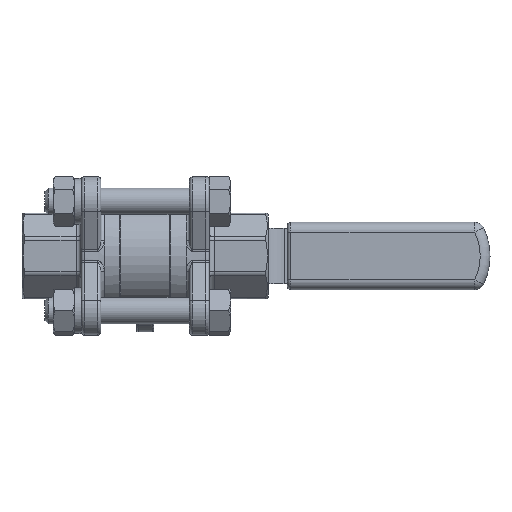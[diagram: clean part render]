
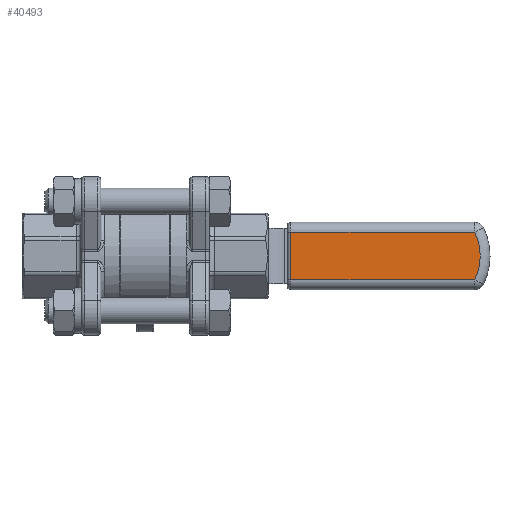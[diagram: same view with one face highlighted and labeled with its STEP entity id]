
A CAD part, front view. The second image highlights one B-rep face of the part: STEP entity #40493.
In plain terms, the highlighted planar face has unit normal (0, -1, 0).
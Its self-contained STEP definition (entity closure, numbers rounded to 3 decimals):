
#40493 = ADVANCED_FACE ( 'NONE', ( #77232 ), #77217, .F. ) ;
#40494 = EDGE_LOOP ( 'NONE', ( #40578, #40589, #40595, #40601 ) ) ;
#40578 = ORIENTED_EDGE ( 'NONE', *, *, #40580, .T. ) ;
#40580 = EDGE_CURVE ( 'NONE', #40583, #40586, #77393, .T. ) ;
#40583 = VERTEX_POINT ( 'NONE', #77389 ) ;
#40586 = VERTEX_POINT ( 'NONE', #77388 ) ;
#40589 = ORIENTED_EDGE ( 'NONE', *, *, #40591, .T. ) ;
#40591 = EDGE_CURVE ( 'NONE', #40586, #40593, #77387, .T. ) ;
#40593 = VERTEX_POINT ( 'NONE', #77383 ) ;
#40595 = ORIENTED_EDGE ( 'NONE', *, *, #40597, .T. ) ;
#40597 = EDGE_CURVE ( 'NONE', #40593, #40600, #77382, .T. ) ;
#40600 = VERTEX_POINT ( 'NONE', #77377 ) ;
#40601 = ORIENTED_EDGE ( 'NONE', *, *, #40603, .T. ) ;
#40603 = EDGE_CURVE ( 'NONE', #40600, #40583, #77375, .T. ) ;
#77213 = DIRECTION ( 'NONE',  ( -1., 0., 0. ) ) ;
#77214 = DIRECTION ( 'NONE',  ( 0., 1., 0. ) ) ;
#77215 = CARTESIAN_POINT ( 'NONE',  ( 105., 55.501, 73.977 ) ) ;
#77216 = AXIS2_PLACEMENT_3D ( 'NONE', #77215, #77214, #77213 ) ;
#77217 = PLANE ( 'NONE',  #77216 ) ;
#77232 = FACE_OUTER_BOUND ( 'NONE', #40494, .T. ) ;
#77372 = DIRECTION ( 'NONE',  ( -1., 0., 0. ) ) ;
#77373 = VECTOR ( 'NONE', #77372, 1000. ) ;
#77374 = CARTESIAN_POINT ( 'NONE',  ( 105., 55.501, 7.26 ) ) ;
#77375 = LINE ( 'NONE', #77374, #77373 ) ;
#77377 = CARTESIAN_POINT ( 'NONE',  ( 100.328, 55.501, 7.26 ) ) ;
#77378 = DIRECTION ( 'NONE',  ( -1., 0., 0. ) ) ;
#77379 = DIRECTION ( 'NONE',  ( 0., -1., 0. ) ) ;
#77380 = CARTESIAN_POINT ( 'NONE',  ( 85.5, 55.501, 0. ) ) ;
#77381 = AXIS2_PLACEMENT_3D ( 'NONE', #77380, #77379, #77378 ) ;
#77382 = CIRCLE ( 'NONE', #77381, 16.51 ) ;
#77383 = CARTESIAN_POINT ( 'NONE',  ( 100.328, 55.501, -7.26 ) ) ;
#77384 = DIRECTION ( 'NONE',  ( 1., 0., 0. ) ) ;
#77385 = VECTOR ( 'NONE', #77384, 1000. ) ;
#77386 = CARTESIAN_POINT ( 'NONE',  ( 102.089, 55.501, -7.26 ) ) ;
#77387 = LINE ( 'NONE', #77386, #77385 ) ;
#77388 = CARTESIAN_POINT ( 'NONE',  ( 44.314, 55.501, -7.26 ) ) ;
#77389 = CARTESIAN_POINT ( 'NONE',  ( 44.314, 55.501, 7.26 ) ) ;
#77390 = DIRECTION ( 'NONE',  ( 0., 0., -1. ) ) ;
#77391 = VECTOR ( 'NONE', #77390, 1000. ) ;
#77392 = CARTESIAN_POINT ( 'NONE',  ( 44.314, 55.501, 73.977 ) ) ;
#77393 = LINE ( 'NONE', #77392, #77391 ) ;
